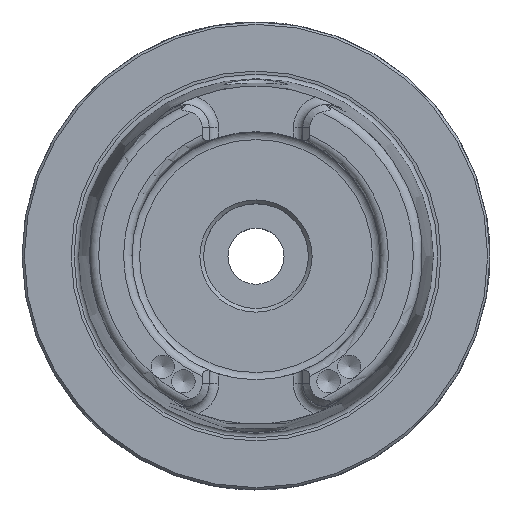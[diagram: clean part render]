
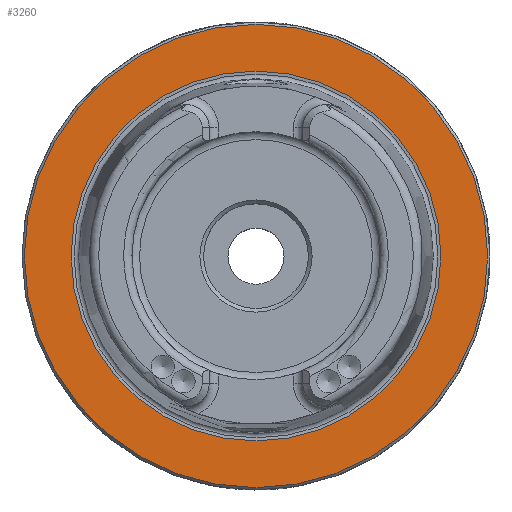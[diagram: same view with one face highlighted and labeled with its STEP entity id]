
A CAD part, top view. The second image highlights one B-rep face of the part: STEP entity #3260.
In plain terms, the highlighted planar face has unit normal (0, 0, 1).
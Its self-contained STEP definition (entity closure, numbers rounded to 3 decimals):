
#277=PLANE('',#3490);
#673=ORIENTED_EDGE('',*,*,#1108,.T.);
#674=ORIENTED_EDGE('',*,*,#1111,.F.);
#1108=EDGE_CURVE('',#1363,#1363,#1539,.T.);
#1111=EDGE_CURVE('',#1366,#1366,#1542,.T.);
#1363=VERTEX_POINT('',#4784);
#1366=VERTEX_POINT('',#4793);
#1539=CIRCLE('',#3485,49.5);
#1542=CIRCLE('',#3491,39.511);
#1725=EDGE_LOOP('',(#673));
#1726=EDGE_LOOP('',(#674));
#1957=FACE_BOUND('',#1725,.T.);
#1958=FACE_BOUND('',#1726,.T.);
#3260=ADVANCED_FACE('',(#1957,#1958),#277,.T.);
#3485=AXIS2_PLACEMENT_3D('',#4783,#3971,#3972);
#3490=AXIS2_PLACEMENT_3D('',#4791,#3981,#3982);
#3491=AXIS2_PLACEMENT_3D('',#4792,#3983,#3984);
#3971=DIRECTION('',(0.,0.,1.));
#3972=DIRECTION('',(1.,0.,0.));
#3981=DIRECTION('',(0.,0.,1.));
#3982=DIRECTION('',(1.,0.,0.));
#3983=DIRECTION('',(0.,0.,1.));
#3984=DIRECTION('',(1.,0.,0.));
#4783=CARTESIAN_POINT('',(0.,0.,0.));
#4784=CARTESIAN_POINT('',(49.5,0.,0.));
#4791=CARTESIAN_POINT('',(49.5,0.,0.));
#4792=CARTESIAN_POINT('',(0.,0.,0.));
#4793=CARTESIAN_POINT('',(39.511,0.,0.));
